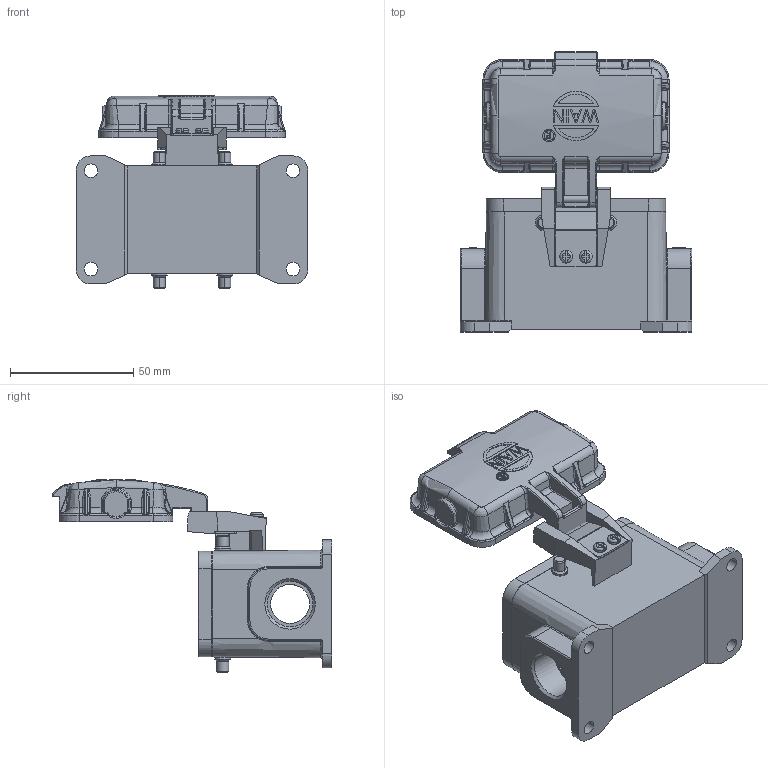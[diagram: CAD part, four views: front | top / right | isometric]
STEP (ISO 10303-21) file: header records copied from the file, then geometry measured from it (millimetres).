
FILE_DESCRIPTION(/* description */ (''),/* implementation_level */ '2;1');
FILE_NAME(/* name */ 'H10B-SF-4B-MCV.stp',/* time_stamp */ '2023-08-28T18:25:54+08:00',/* author */ (''),/* organization */ (''),/* preprocessor_version */ 'ST-DEVELOPER v18.1',/* originating_system */ 'SIEMENS PLM Software NX 1980',/* authorisation */ '');
FILE_SCHEMA (('AUTOMOTIVE_DESIGN { 1 0 10303 214 3 1 1 1 }'));
Products named in the file (10): H10B-MCV-0B_step; Ф6.5x1.0x4.4铆钉,镀锌; S.BKT2,铸锌扣喷涂件; P.SBB,铸锌扣支架弹片; 10B-U-V1,U型密封圈,环保; +M3 17.5,铁镀镍,带盖支架固定螺丝,
38048-1006; +M3 12,不锈钢,沉头螺丝,带盖支架固定螺丝; Ф3.0 24,304不锈钢销子; CE-H10B-SF_stp; H10B-SF-4B-MCV
Assembly tree (13 placements, depth 2):
  H10B-SF-4B-MCV
    CE-H10B-SF_stp
    Ф3.0 24,304不锈钢销子
    +M3 12,不锈钢,沉头螺丝,带盖支架固定螺丝
    +M3 17.5,铁镀镍,带盖支架固定螺丝,
38048-1006  x2
    10B-U-V1,U型密封圈,环保
    P.SBB,铸锌扣支架弹片
    S.BKT2,铸锌扣喷涂件
    Ф6.5x1.0x4.4铆钉,镀锌  x4
    H10B-MCV-0B_step
Bounding box: 94 x 113.67 x 78.55 mm (x, y, z)
Volume: 99189.6 mm3; surface area: 56094.8 mm2
Topology: 13 solids, 13 shells, 1481 faces, 3824 edges, 2375 vertices
Faces by surface type: cylinder 622, plane 478, torus 182, bspline 95, cone 84, sphere 17, extrusion 3
Full cylindrical faces by diameter (mm): 2.65 x3, 3 x4, 4 x2, 15.9 x2, 18.5 x2
Entity records: 54986 total; most frequent: CARTESIAN_POINT 25154, ORIENTED_EDGE 6692, DIRECTION 5402, EDGE_CURVE 3346, VERTEX_POINT 2094, AXIS2_PLACEMENT_3D 1980, VECTOR 1442, LINE 1439
